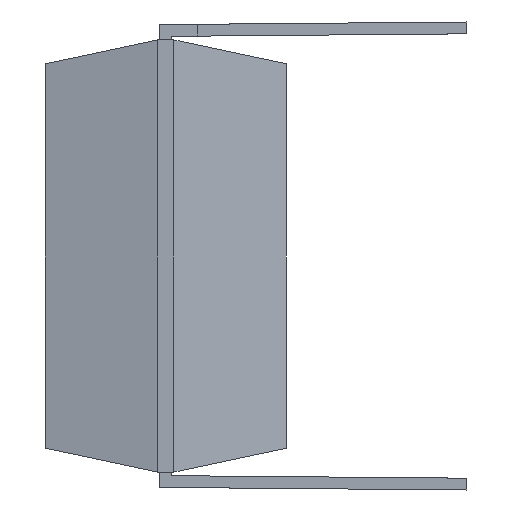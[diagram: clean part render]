
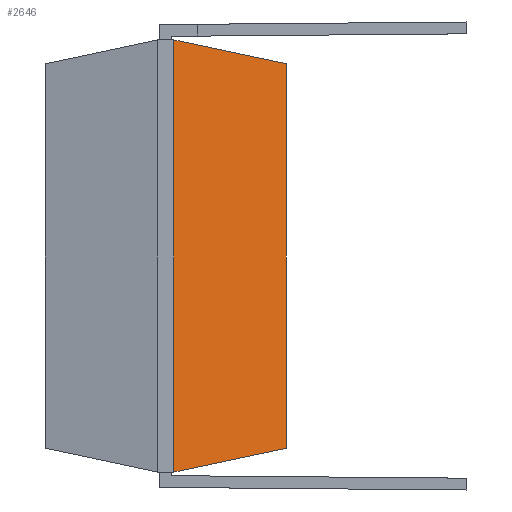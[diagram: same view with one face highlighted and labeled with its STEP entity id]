
A CAD part, left-side view. The second image highlights one B-rep face of the part: STEP entity #2646.
In plain terms, the highlighted planar face has unit normal (-0.978, -0.208, 0).
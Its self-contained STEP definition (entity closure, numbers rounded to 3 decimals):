
#44 = EDGE_CURVE ( 'NONE', #7926, #6828, #3156, .T. ) ;
#51 = LINE ( 'NONE', #7681, #7325 ) ;
#75 = CARTESIAN_POINT ( 'NONE',  ( -17.023, -1.561, 3.348 ) ) ;
#153 = LINE ( 'NONE', #4593, #2938 ) ;
#1519 = DIRECTION ( 'NONE',  ( 0., 0., -1. ) ) ;
#2646 = ADVANCED_FACE ( 'NONE', ( #4861 ), #2660, .T. ) ;
#2660 = PLANE ( 'NONE',  #6425 ) ;
#2938 = VECTOR ( 'NONE', #6263, 1000. ) ;
#3156 = LINE ( 'NONE', #7832, #4377 ) ;
#3179 = ORIENTED_EDGE ( 'NONE', *, *, #7277, .F. ) ;
#3186 = DIRECTION ( 'NONE',  ( -0.204, 0.958, 0.204 ) ) ;
#3826 = DIRECTION ( 'NONE',  ( 0., 0., 1. ) ) ;
#4022 = EDGE_CURVE ( 'NONE', #7926, #4046, #4619, .T. ) ;
#4046 = VERTEX_POINT ( 'NONE', #7908 ) ;
#4377 = VECTOR ( 'NONE', #1519, 1000. ) ;
#4560 = VERTEX_POINT ( 'NONE', #5261 ) ;
#4593 = CARTESIAN_POINT ( 'NONE',  ( -17.325, -0.138, -3.65 ) ) ;
#4619 = LINE ( 'NONE', #75, #4651 ) ;
#4651 = VECTOR ( 'NONE', #3186, 1000. ) ;
#4861 = FACE_OUTER_BOUND ( 'NONE', #9120, .T. ) ;
#4950 = DIRECTION ( 'NONE',  ( -0.978, -0.208, 0. ) ) ;
#5261 = CARTESIAN_POINT ( 'NONE',  ( -17.325, -0.138, -3.65 ) ) ;
#5413 = CARTESIAN_POINT ( 'NONE',  ( -16.921, -2.037, 3.246 ) ) ;
#6263 = DIRECTION ( 'NONE',  ( -0.204, 0.958, -0.204 ) ) ;
#6403 = ORIENTED_EDGE ( 'NONE', *, *, #44, .F. ) ;
#6425 = AXIS2_PLACEMENT_3D ( 'NONE', #6532, #4950, #7201 ) ;
#6532 = CARTESIAN_POINT ( 'NONE',  ( -17.325, -0.138, -3.65 ) ) ;
#6828 = VERTEX_POINT ( 'NONE', #7799 ) ;
#7201 = DIRECTION ( 'NONE',  ( 0.208, -0.978, 0. ) ) ;
#7277 = EDGE_CURVE ( 'NONE', #6828, #4560, #153, .T. ) ;
#7299 = EDGE_CURVE ( 'NONE', #4560, #4046, #51, .T. ) ;
#7325 = VECTOR ( 'NONE', #3826, 1000. ) ;
#7681 = CARTESIAN_POINT ( 'NONE',  ( -17.325, -0.138, 3.65 ) ) ;
#7799 = CARTESIAN_POINT ( 'NONE',  ( -16.921, -2.037, -3.246 ) ) ;
#7832 = CARTESIAN_POINT ( 'NONE',  ( -16.921, -2.037, 3.65 ) ) ;
#7908 = CARTESIAN_POINT ( 'NONE',  ( -17.325, -0.138, 3.65 ) ) ;
#7926 = VERTEX_POINT ( 'NONE', #5413 ) ;
#8121 = ORIENTED_EDGE ( 'NONE', *, *, #4022, .T. ) ;
#9120 = EDGE_LOOP ( 'NONE', ( #9629, #3179, #6403, #8121 ) ) ;
#9629 = ORIENTED_EDGE ( 'NONE', *, *, #7299, .F. ) ;
